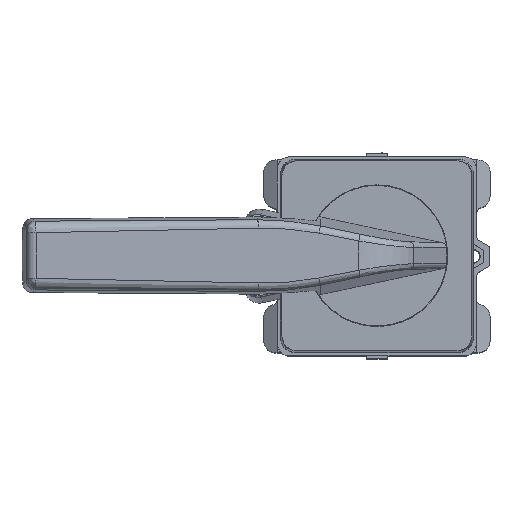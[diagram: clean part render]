
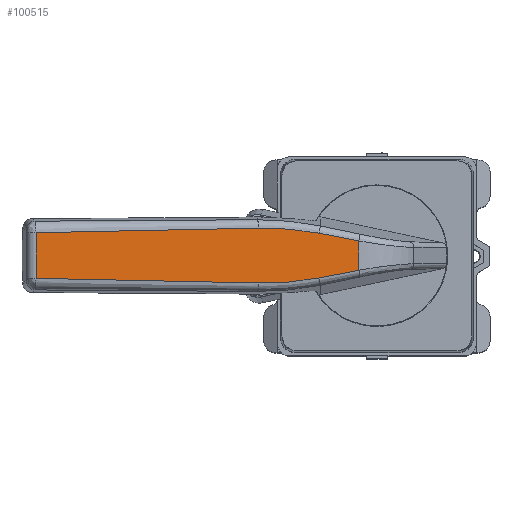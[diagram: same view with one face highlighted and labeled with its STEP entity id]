
A CAD part, top view. The second image highlights one B-rep face of the part: STEP entity #100515.
In plain terms, the highlighted planar face has unit normal (0.087, 0, 0.996).
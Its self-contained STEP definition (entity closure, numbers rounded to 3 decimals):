
#632=B_SPLINE_CURVE_WITH_KNOTS('',2,(#154800,#154801,#154802,#154803,#154804),
 .UNSPECIFIED.,.F.,.F.,(3,2,3),(0.,0.5,1.),.UNSPECIFIED.);
#645=B_SPLINE_CURVE_WITH_KNOTS('',3,(#155243,#155244,#155245,#155246),
 .UNSPECIFIED.,.F.,.F.,(4,4),(0.,1.),.UNSPECIFIED.);
#649=B_SPLINE_CURVE_WITH_KNOTS('',3,(#155336,#155337,#155338,#155339),
 .UNSPECIFIED.,.F.,.F.,(4,4),(0.626,0.834),
 .PIECEWISE_BEZIER_KNOTS.);
#676=B_SPLINE_CURVE_WITH_KNOTS('',3,(#155521,#155522,#155523,#155524),
 .UNSPECIFIED.,.F.,.F.,(4,4),(0.,0.305),.UNSPECIFIED.);
#677=B_SPLINE_CURVE_WITH_KNOTS('',3,(#155527,#155528,#155529,#155530),
 .UNSPECIFIED.,.F.,.F.,(4,4),(0.,0.305),.UNSPECIFIED.);
#678=B_SPLINE_CURVE_WITH_KNOTS('',3,(#155531,#155532,#155533,#155534),
 .UNSPECIFIED.,.F.,.F.,(4,4),(0.,1.),.UNSPECIFIED.);
#6178=LINE('',#155296,#15794);
#6180=LINE('',#155525,#15796);
#15794=VECTOR('',#124297,1000.);
#15796=VECTOR('',#124339,1000.);
#36059=ORIENTED_EDGE('',*,*,#54384,.T.);
#36060=ORIENTED_EDGE('',*,*,#54365,.T.);
#36061=ORIENTED_EDGE('',*,*,#54430,.T.);
#36062=ORIENTED_EDGE('',*,*,#54431,.F.);
#36063=ORIENTED_EDGE('',*,*,#54432,.F.);
#36064=ORIENTED_EDGE('',*,*,#54392,.T.);
#36065=ORIENTED_EDGE('',*,*,#54433,.F.);
#36066=ORIENTED_EDGE('',*,*,#54388,.F.);
#54365=EDGE_CURVE('',#64716,#64714,#632,.T.);
#54384=EDGE_CURVE('',#64723,#64716,#645,.T.);
#54388=EDGE_CURVE('',#64723,#64724,#6178,.T.);
#54392=EDGE_CURVE('',#64725,#64726,#649,.T.);
#54430=EDGE_CURVE('',#64714,#64720,#676,.T.);
#54431=EDGE_CURVE('',#64753,#64720,#6180,.T.);
#54432=EDGE_CURVE('',#64725,#64753,#677,.T.);
#54433=EDGE_CURVE('',#64724,#64726,#678,.T.);
#64714=VERTEX_POINT('',#154798);
#64716=VERTEX_POINT('',#154805);
#64720=VERTEX_POINT('',#155183);
#64723=VERTEX_POINT('',#155242);
#64724=VERTEX_POINT('',#155295);
#64725=VERTEX_POINT('',#155310);
#64726=VERTEX_POINT('',#155335);
#64753=VERTEX_POINT('',#155526);
#74041=EDGE_LOOP('',(#36059,#36060,#36061,#36062,#36063,#36064,#36065,#36066));
#79477=FACE_BOUND('',#74041,.T.);
#83628=PLANE('',#107040);
#100515=ADVANCED_FACE('',(#79477),#83628,.F.);
#107040=AXIS2_PLACEMENT_3D('',#155520,#124337,#124338);
#124297=DIRECTION('',(0.,-1.,0.));
#124337=DIRECTION('',(-0.087,0.,-0.996));
#124338=DIRECTION('',(0.996,0.,-0.087));
#124339=DIRECTION('',(0.,1.,0.));
#154798=CARTESIAN_POINT('',(-39.35,9.088,159.338));
#154800=CARTESIAN_POINT('',(-19.169,7.403,157.573));
#154801=CARTESIAN_POINT('',(-23.871,8.366,157.984));
#154802=CARTESIAN_POINT('',(-29.218,8.775,158.452));
#154803=CARTESIAN_POINT('',(-33.865,9.13,158.859));
#154804=CARTESIAN_POINT('',(-39.35,9.088,159.338));
#154805=CARTESIAN_POINT('',(-19.169,7.403,157.573));
#155183=CARTESIAN_POINT('',(-113.087,7.572,165.79));
#155242=CARTESIAN_POINT('',(-6.022,4.89,156.423));
#155243=CARTESIAN_POINT('',(-6.022,4.89,156.423));
#155244=CARTESIAN_POINT('',(-10.393,5.785,156.805));
#155245=CARTESIAN_POINT('',(-14.798,6.508,157.19));
#155246=CARTESIAN_POINT('',(-19.169,7.403,157.573));
#155295=CARTESIAN_POINT('',(-6.022,-4.89,156.423));
#155296=CARTESIAN_POINT('',(-6.022,153.225,156.423));
#155310=CARTESIAN_POINT('',(-39.35,-9.088,159.338));
#155335=CARTESIAN_POINT('',(-19.169,-7.403,157.573));
#155336=CARTESIAN_POINT('',(-39.35,-9.088,159.338));
#155337=CARTESIAN_POINT('',(-32.601,-9.139,158.748));
#155338=CARTESIAN_POINT('',(-25.808,-8.762,158.154));
#155339=CARTESIAN_POINT('',(-19.169,-7.403,157.573));
#155520=CARTESIAN_POINT('',(-120.,153.225,166.394));
#155521=CARTESIAN_POINT('',(-39.35,9.088,159.338));
#155522=CARTESIAN_POINT('',(-63.931,8.9,161.489));
#155523=CARTESIAN_POINT('',(-88.509,8.255,163.639));
#155524=CARTESIAN_POINT('',(-113.087,7.572,165.79));
#155525=CARTESIAN_POINT('',(-113.087,-7.489,165.79));
#155526=CARTESIAN_POINT('',(-113.087,-7.572,165.79));
#155527=CARTESIAN_POINT('',(-39.35,-9.088,159.338));
#155528=CARTESIAN_POINT('',(-63.931,-8.9,161.489));
#155529=CARTESIAN_POINT('',(-88.509,-8.255,163.639));
#155530=CARTESIAN_POINT('',(-113.087,-7.572,165.79));
#155531=CARTESIAN_POINT('',(-6.022,-4.89,156.423));
#155532=CARTESIAN_POINT('',(-10.393,-5.785,156.805));
#155533=CARTESIAN_POINT('',(-14.798,-6.508,157.19));
#155534=CARTESIAN_POINT('',(-19.169,-7.403,157.573));
